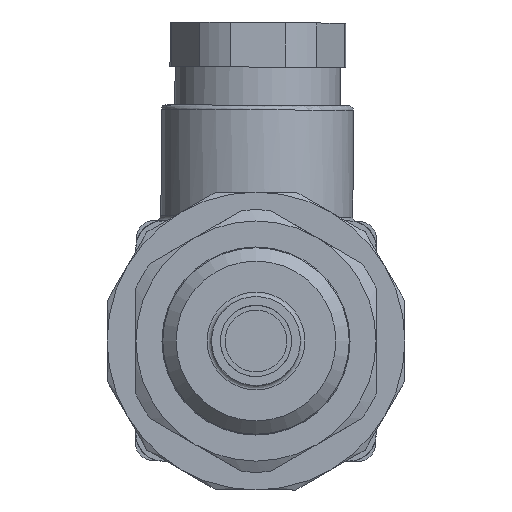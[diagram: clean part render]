
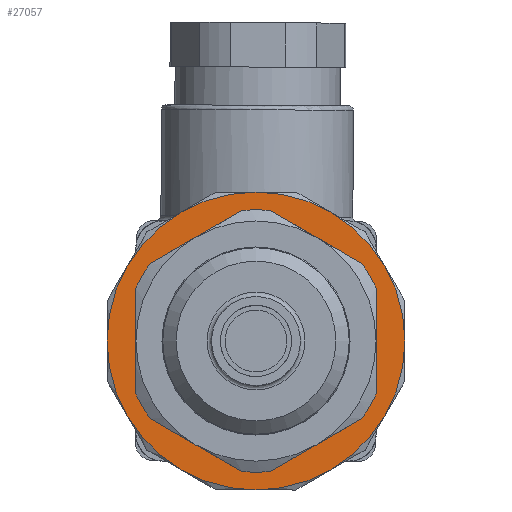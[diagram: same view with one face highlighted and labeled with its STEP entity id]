
A CAD part, front view. The second image highlights one B-rep face of the part: STEP entity #27057.
In plain terms, the highlighted planar face has unit normal (0, -1, 0).
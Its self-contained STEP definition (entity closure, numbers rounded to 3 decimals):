
#26916=CARTESIAN_POINT('',(9.184,30.055,-9.184));
#26917=VERTEX_POINT('',#26916);
#26918=CARTESIAN_POINT('',(0.,30.055,0.));
#26919=DIRECTION('',(0.,-1.0,0.));
#26920=DIRECTION('',(-0.707,0.,0.707));
#26921=AXIS2_PLACEMENT_3D('',#26918,#26919,#26920);
#26922=CIRCLE('',#26921,12.988);
#26923=EDGE_CURVE('',#26917,#26917,#26922,.T.);
#26939=CARTESIAN_POINT('',(0.,30.055,0.));
#26940=DIRECTION('',(0.0,-1.0,0.0));
#26941=DIRECTION('',(0.707,0.0,-0.707));
#26942=AXIS2_PLACEMENT_3D('',#26939,#26940,#26941);
#26943=PLANE('',#26942);
#26944=CARTESIAN_POINT('',(16.75,30.055,0.));
#26945=VERTEX_POINT('',#26944);
#26946=CARTESIAN_POINT('',(14.506,30.055,8.375));
#26947=VERTEX_POINT('',#26946);
#26948=CARTESIAN_POINT('',(0.,30.055,0.));
#26949=DIRECTION('',(0.,-1.0,0.));
#26950=DIRECTION('',(0.707,0.,0.707));
#26951=AXIS2_PLACEMENT_3D('',#26948,#26949,#26950);
#26952=CIRCLE('',#26951,16.75);
#26953=EDGE_CURVE('',#26945,#26947,#26952,.T.);
#26954=ORIENTED_EDGE('',*,*,#26953,.T.);
#26955=CARTESIAN_POINT('',(8.375,30.055,14.506));
#26956=VERTEX_POINT('',#26955);
#26957=CARTESIAN_POINT('',(0.,30.055,0.));
#26958=DIRECTION('',(0.,-1.0,0.));
#26959=DIRECTION('',(0.707,0.,0.707));
#26960=AXIS2_PLACEMENT_3D('',#26957,#26958,#26959);
#26961=CIRCLE('',#26960,16.75);
#26962=EDGE_CURVE('',#26947,#26956,#26961,.T.);
#26963=ORIENTED_EDGE('',*,*,#26962,.T.);
#26964=CARTESIAN_POINT('',(0.,30.055,16.75));
#26965=VERTEX_POINT('',#26964);
#26966=CARTESIAN_POINT('',(0.,30.055,0.));
#26967=DIRECTION('',(0.,-1.0,0.));
#26968=DIRECTION('',(0.707,0.,0.707));
#26969=AXIS2_PLACEMENT_3D('',#26966,#26967,#26968);
#26970=CIRCLE('',#26969,16.75);
#26971=EDGE_CURVE('',#26956,#26965,#26970,.T.);
#26972=ORIENTED_EDGE('',*,*,#26971,.T.);
#26973=CARTESIAN_POINT('',(-8.375,30.055,14.506));
#26974=VERTEX_POINT('',#26973);
#26975=CARTESIAN_POINT('',(0.,30.055,0.));
#26976=DIRECTION('',(0.,-1.0,0.));
#26977=DIRECTION('',(0.707,0.,0.707));
#26978=AXIS2_PLACEMENT_3D('',#26975,#26976,#26977);
#26979=CIRCLE('',#26978,16.75);
#26980=EDGE_CURVE('',#26965,#26974,#26979,.T.);
#26981=ORIENTED_EDGE('',*,*,#26980,.T.);
#26982=CARTESIAN_POINT('',(-14.506,30.055,8.375));
#26983=VERTEX_POINT('',#26982);
#26984=CARTESIAN_POINT('',(0.,30.055,0.));
#26985=DIRECTION('',(0.,-1.0,0.));
#26986=DIRECTION('',(0.707,0.,0.707));
#26987=AXIS2_PLACEMENT_3D('',#26984,#26985,#26986);
#26988=CIRCLE('',#26987,16.75);
#26989=EDGE_CURVE('',#26974,#26983,#26988,.T.);
#26990=ORIENTED_EDGE('',*,*,#26989,.T.);
#26991=CARTESIAN_POINT('',(-16.75,30.055,0.));
#26992=VERTEX_POINT('',#26991);
#26993=CARTESIAN_POINT('',(0.,30.055,0.));
#26994=DIRECTION('',(0.,-1.0,0.));
#26995=DIRECTION('',(0.707,0.,0.707));
#26996=AXIS2_PLACEMENT_3D('',#26993,#26994,#26995);
#26997=CIRCLE('',#26996,16.75);
#26998=EDGE_CURVE('',#26983,#26992,#26997,.T.);
#26999=ORIENTED_EDGE('',*,*,#26998,.T.);
#27000=CARTESIAN_POINT('',(-14.506,30.055,-8.375));
#27001=VERTEX_POINT('',#27000);
#27002=CARTESIAN_POINT('',(0.,30.055,0.));
#27003=DIRECTION('',(0.,-1.0,0.));
#27004=DIRECTION('',(0.707,0.,0.707));
#27005=AXIS2_PLACEMENT_3D('',#27002,#27003,#27004);
#27006=CIRCLE('',#27005,16.75);
#27007=EDGE_CURVE('',#26992,#27001,#27006,.T.);
#27008=ORIENTED_EDGE('',*,*,#27007,.T.);
#27009=CARTESIAN_POINT('',(-8.375,30.055,-14.506));
#27010=VERTEX_POINT('',#27009);
#27011=CARTESIAN_POINT('',(0.,30.055,0.));
#27012=DIRECTION('',(0.,-1.0,0.));
#27013=DIRECTION('',(0.707,0.,0.707));
#27014=AXIS2_PLACEMENT_3D('',#27011,#27012,#27013);
#27015=CIRCLE('',#27014,16.75);
#27016=EDGE_CURVE('',#27001,#27010,#27015,.T.);
#27017=ORIENTED_EDGE('',*,*,#27016,.T.);
#27018=CARTESIAN_POINT('',(0.,30.055,-16.75));
#27019=VERTEX_POINT('',#27018);
#27020=CARTESIAN_POINT('',(0.,30.055,0.));
#27021=DIRECTION('',(0.,-1.0,0.));
#27022=DIRECTION('',(0.707,0.,0.707));
#27023=AXIS2_PLACEMENT_3D('',#27020,#27021,#27022);
#27024=CIRCLE('',#27023,16.75);
#27025=EDGE_CURVE('',#27010,#27019,#27024,.T.);
#27026=ORIENTED_EDGE('',*,*,#27025,.T.);
#27027=CARTESIAN_POINT('',(8.375,30.055,-14.506));
#27028=VERTEX_POINT('',#27027);
#27029=CARTESIAN_POINT('',(0.,30.055,0.));
#27030=DIRECTION('',(0.,-1.0,0.));
#27031=DIRECTION('',(0.707,0.,0.707));
#27032=AXIS2_PLACEMENT_3D('',#27029,#27030,#27031);
#27033=CIRCLE('',#27032,16.75);
#27034=EDGE_CURVE('',#27019,#27028,#27033,.T.);
#27035=ORIENTED_EDGE('',*,*,#27034,.T.);
#27036=CARTESIAN_POINT('',(14.506,30.055,-8.375));
#27037=VERTEX_POINT('',#27036);
#27038=CARTESIAN_POINT('',(0.,30.055,0.));
#27039=DIRECTION('',(0.,-1.0,0.));
#27040=DIRECTION('',(0.707,0.,0.707));
#27041=AXIS2_PLACEMENT_3D('',#27038,#27039,#27040);
#27042=CIRCLE('',#27041,16.75);
#27043=EDGE_CURVE('',#27028,#27037,#27042,.T.);
#27044=ORIENTED_EDGE('',*,*,#27043,.T.);
#27045=CARTESIAN_POINT('',(0.,30.055,0.));
#27046=DIRECTION('',(0.,-1.0,0.));
#27047=DIRECTION('',(0.707,0.,0.707));
#27048=AXIS2_PLACEMENT_3D('',#27045,#27046,#27047);
#27049=CIRCLE('',#27048,16.75);
#27050=EDGE_CURVE('',#27037,#26945,#27049,.T.);
#27051=ORIENTED_EDGE('',*,*,#27050,.T.);
#27052=EDGE_LOOP('',(#26954,#26963,#26972,#26981,#26990,#26999,#27008,#27017,#27026,#27035,#27044,#27051));
#27053=FACE_OUTER_BOUND('',#27052,.T.);
#27054=ORIENTED_EDGE('',*,*,#26923,.F.);
#27055=EDGE_LOOP('',(#27054));
#27056=FACE_BOUND('',#27055,.T.);
#27057=ADVANCED_FACE('',(#27053,#27056),#26943,.T.);
